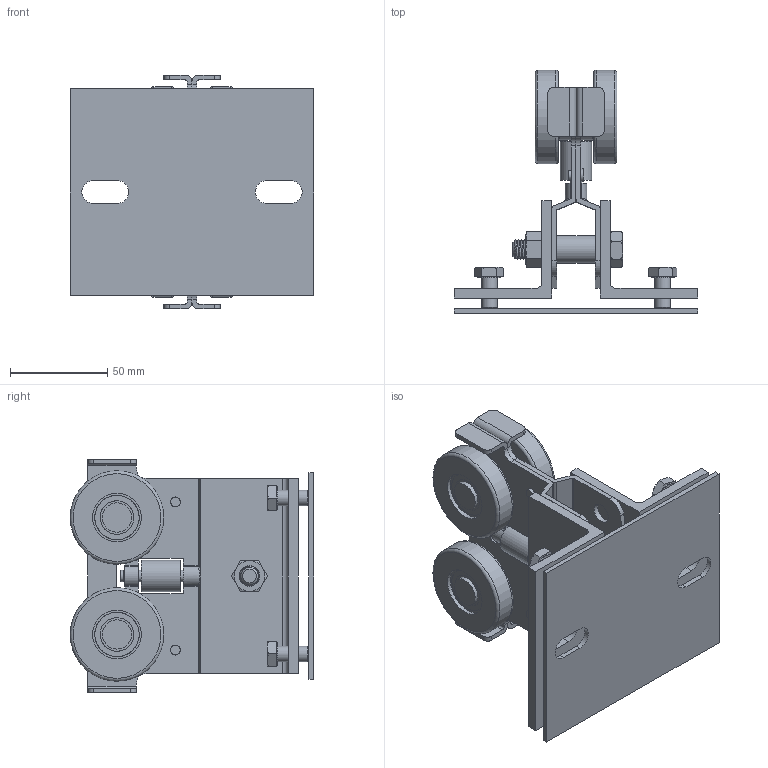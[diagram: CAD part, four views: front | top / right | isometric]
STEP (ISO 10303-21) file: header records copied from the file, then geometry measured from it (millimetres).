
FILE_DESCRIPTION(/* description */ (''),/* implementation_level */ '2;1');
FILE_NAME(/* name */ '9952N.stp',/* time_stamp */ '2019-08-14T12:05:01+02:00',/* author */ ('Marc'),/* organization */ (''),/* preprocessor_version */ 'ST-DEVELOPER v17.2',/* originating_system */ 'Autodesk Inventor 2019',/* authorisation */ '');
FILE_SCHEMA (('AUTOMOTIVE_DESIGN { 1 0 10303 214 3 1 1 }'));
Length unit declared in the file: millimetre
Products named in the file (21): 9952N; 17958; GALB48N; 17129; 09118; DIN 625 T1 - 6001 - 12 x 28 x 8; 09118-JOUE; 17975; 17975_1; 16068; 17970; 17436; 15645; 18263; 18265; 18264; vis TH M10x50; vis TH M10x50 CORPS; vis TH M10x50 helicoidal; Ecrou_M10; 04516
Assembly tree (33 placements, depth 4):
  9952N
    17958  x2
    GALB48N  x4
      17129
      09118
        DIN 625 T1 - 6001 - 12 x 28 x 8
        09118-JOUE  x2
    17975
    17975_1
    16068  x4
    17970
    17436
    15645  x2
    18263  x2
    18265
    18264
    vis TH M10x50
      vis TH M10x50 CORPS
      vis TH M10x50 helicoidal
    Ecrou_M10
    04516  x4
Bounding box: 125 x 125 x 120 mm (x, y, z)
Volume: 284675.2 mm3; surface area: 178828.7 mm2
Topology: 71 solids, 71 shells, 634 faces, 1668 edges, 1133 vertices
Faces by surface type: cylinder 238, plane 225, torus 82, cone 37, sphere 28, bspline 24
Full cylindrical faces by diameter (mm): 2.5 x1, 4 x1, 4.9 x2, 5.1 x4, 6 x2, 6.2 x1, 6.5 x2, 6.647 x4, 8 x4, 8.526 x4, 9 x39, 10 x7, 10.2 x4, 10.4 x1, 11.63 x4, 11.9 x2, 12 x4, 12.2 x8, 14 x1, 14.2 x2, 15 x2, 16 x1, 17.216 x16, 18 x4, 22.784 x16, 24 x4, 25 x8, 28 x8, 48 x4
Entity records: 15404 total; most frequent: CARTESIAN_POINT 7022, DIRECTION 1623, ORIENTED_EDGE 1554, EDGE_CURVE 777, AXIS2_PLACEMENT_3D 659, VERTEX_POINT 553, EDGE_LOOP 372, CIRCLE 315
